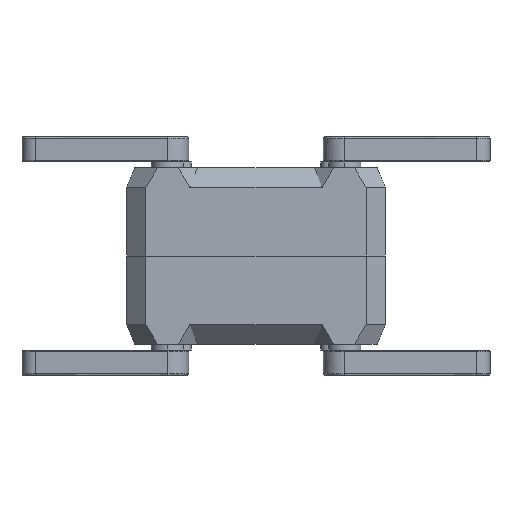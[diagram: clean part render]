
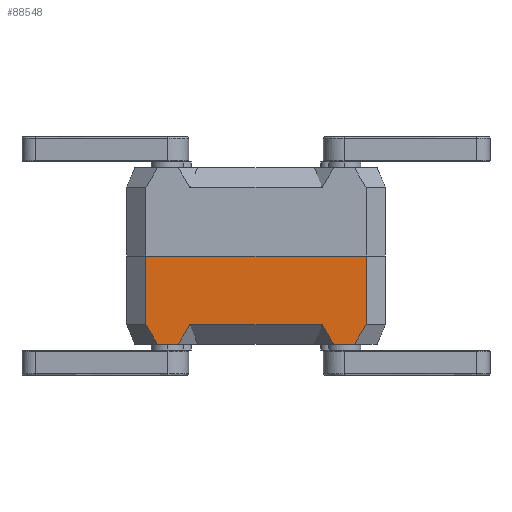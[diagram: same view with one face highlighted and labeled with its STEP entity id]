
A CAD part, left-side view. The second image highlights one B-rep face of the part: STEP entity #88548.
In plain terms, the highlighted free-form (B-spline) face has degree [1, 1] with [2, 2] control points.
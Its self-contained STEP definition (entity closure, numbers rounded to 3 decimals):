
#88191 = VERTEX_POINT('',#88192);
#88192 = CARTESIAN_POINT('',(0.,44.164,-35.818));
#88247 = VERTEX_POINT('',#88248);
#88248 = CARTESIAN_POINT('',(0.,-44.164,-35.818));
#88253 = EDGE_CURVE('',#88247,#88254,#88256,.T.);
#88254 = VERTEX_POINT('',#88255);
#88255 = CARTESIAN_POINT('',(0.,-34.882,-35.818));
#88256 = B_SPLINE_CURVE_WITH_KNOTS('',1,(#88257,#88258),.UNSPECIFIED.,
  .F.,.F.,(2,2),(0.,7.515),.PIECEWISE_BEZIER_KNOTS.);
#88257 = CARTESIAN_POINT('',(0.,-44.164,-35.818));
#88258 = CARTESIAN_POINT('',(0.,-34.882,-35.818));
#88275 = VERTEX_POINT('',#88276);
#88276 = CARTESIAN_POINT('',(0.,34.882,-35.818));
#88281 = EDGE_CURVE('',#88275,#88191,#88282,.T.);
#88282 = B_SPLINE_CURVE_WITH_KNOTS('',1,(#88283,#88284),.UNSPECIFIED.,
  .F.,.F.,(2,2),(0.,7.515),.PIECEWISE_BEZIER_KNOTS.);
#88283 = CARTESIAN_POINT('',(0.,34.882,-35.818));
#88284 = CARTESIAN_POINT('',(0.,44.164,-35.818));
#88386 = VERTEX_POINT('',#88387);
#88387 = CARTESIAN_POINT('',(0.,49.404,3.705));
#88392 = EDGE_CURVE('',#88386,#88393,#88395,.T.);
#88393 = VERTEX_POINT('',#88394);
#88394 = CARTESIAN_POINT('',(0.,-49.404,3.705));
#88395 = B_SPLINE_CURVE_WITH_KNOTS('',1,(#88396,#88397),.UNSPECIFIED.,
  .F.,.F.,(2,2),(0.,80.),.PIECEWISE_BEZIER_KNOTS.);
#88396 = CARTESIAN_POINT('',(0.,49.404,3.705));
#88397 = CARTESIAN_POINT('',(0.,-49.404,3.705));
#88548 = ADVANCED_FACE('',(#88549),#88597,.F.);
#88549 = FACE_BOUND('',#88550,.T.);
#88550 = EDGE_LOOP('',(#88551,#88558,#88563,#88564,#88571,#88578,#88583,
    #88584,#88591,#88596));
#88551 = ORIENTED_EDGE('',*,*,#88552,.T.);
#88552 = EDGE_CURVE('',#88386,#88553,#88555,.T.);
#88553 = VERTEX_POINT('',#88554);
#88554 = CARTESIAN_POINT('',(0.,49.404,-27.172));
#88555 = B_SPLINE_CURVE_WITH_KNOTS('',1,(#88556,#88557),.UNSPECIFIED.,
  .F.,.F.,(2,2),(0.,25.),.PIECEWISE_BEZIER_KNOTS.);
#88556 = CARTESIAN_POINT('',(0.,49.404,3.705));
#88557 = CARTESIAN_POINT('',(0.,49.404,-27.172));
#88558 = ORIENTED_EDGE('',*,*,#88559,.T.);
#88559 = EDGE_CURVE('',#88553,#88191,#88560,.T.);
#88560 = B_SPLINE_CURVE_WITH_KNOTS('',1,(#88561,#88562),.UNSPECIFIED.,
  .F.,.F.,(2,2),(0.,8.185),.PIECEWISE_BEZIER_KNOTS.);
#88561 = CARTESIAN_POINT('',(0.,49.404,-27.172));
#88562 = CARTESIAN_POINT('',(0.,44.164,-35.818));
#88563 = ORIENTED_EDGE('',*,*,#88281,.F.);
#88564 = ORIENTED_EDGE('',*,*,#88565,.T.);
#88565 = EDGE_CURVE('',#88275,#88566,#88568,.T.);
#88566 = VERTEX_POINT('',#88567);
#88567 = CARTESIAN_POINT('',(0.,29.642,-27.172));
#88568 = B_SPLINE_CURVE_WITH_KNOTS('',1,(#88569,#88570),.UNSPECIFIED.,
  .F.,.F.,(2,2),(0.,8.185),.PIECEWISE_BEZIER_KNOTS.);
#88569 = CARTESIAN_POINT('',(0.,34.882,-35.818));
#88570 = CARTESIAN_POINT('',(0.,29.642,-27.172));
#88571 = ORIENTED_EDGE('',*,*,#88572,.F.);
#88572 = EDGE_CURVE('',#88573,#88566,#88575,.T.);
#88573 = VERTEX_POINT('',#88574);
#88574 = CARTESIAN_POINT('',(0.,-29.642,-27.172));
#88575 = B_SPLINE_CURVE_WITH_KNOTS('',1,(#88576,#88577),.UNSPECIFIED.,
  .F.,.F.,(2,2),(-0.,48.),.PIECEWISE_BEZIER_KNOTS.);
#88576 = CARTESIAN_POINT('',(0.,-29.642,-27.172));
#88577 = CARTESIAN_POINT('',(0.,29.642,-27.172));
#88578 = ORIENTED_EDGE('',*,*,#88579,.T.);
#88579 = EDGE_CURVE('',#88573,#88254,#88580,.T.);
#88580 = B_SPLINE_CURVE_WITH_KNOTS('',1,(#88581,#88582),.UNSPECIFIED.,
  .F.,.F.,(2,2),(0.,8.185),.PIECEWISE_BEZIER_KNOTS.);
#88581 = CARTESIAN_POINT('',(0.,-29.642,-27.172));
#88582 = CARTESIAN_POINT('',(0.,-34.882,-35.818));
#88583 = ORIENTED_EDGE('',*,*,#88253,.F.);
#88584 = ORIENTED_EDGE('',*,*,#88585,.T.);
#88585 = EDGE_CURVE('',#88247,#88586,#88588,.T.);
#88586 = VERTEX_POINT('',#88587);
#88587 = CARTESIAN_POINT('',(0.,-49.404,-27.172));
#88588 = B_SPLINE_CURVE_WITH_KNOTS('',1,(#88589,#88590),.UNSPECIFIED.,
  .F.,.F.,(2,2),(0.,8.185),.PIECEWISE_BEZIER_KNOTS.);
#88589 = CARTESIAN_POINT('',(0.,-44.164,-35.818));
#88590 = CARTESIAN_POINT('',(0.,-49.404,-27.172));
#88591 = ORIENTED_EDGE('',*,*,#88592,.T.);
#88592 = EDGE_CURVE('',#88586,#88393,#88593,.T.);
#88593 = B_SPLINE_CURVE_WITH_KNOTS('',1,(#88594,#88595),.UNSPECIFIED.,
  .F.,.F.,(2,2),(0.,25.),.PIECEWISE_BEZIER_KNOTS.);
#88594 = CARTESIAN_POINT('',(0.,-49.404,-27.172));
#88595 = CARTESIAN_POINT('',(0.,-49.404,3.705));
#88596 = ORIENTED_EDGE('',*,*,#88392,.F.);
#88597 = B_SPLINE_SURFACE_WITH_KNOTS('',1,1,(
    (#88598,#88599)
    ,(#88600,#88601
    )),.UNSPECIFIED.,.F.,.F.,.F.,(2,2),(2,2),(-40.,40.),(-16.,
    16.),.PIECEWISE_BEZIER_KNOTS.);
#88598 = CARTESIAN_POINT('',(0.,49.404,3.705));
#88599 = CARTESIAN_POINT('',(0.,49.404,-35.818));
#88600 = CARTESIAN_POINT('',(0.,-49.404,3.705));
#88601 = CARTESIAN_POINT('',(0.,-49.404,-35.818));
